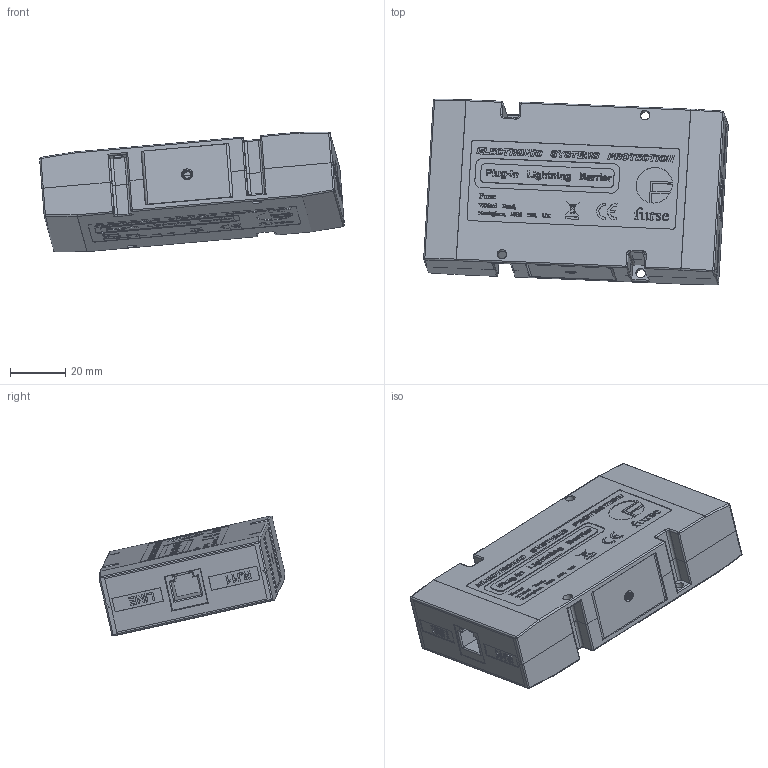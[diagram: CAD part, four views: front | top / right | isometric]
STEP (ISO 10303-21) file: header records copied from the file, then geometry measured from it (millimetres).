
FILE_DESCRIPTION(/* description */ ('ESP TN-JP : Combined category D, C, B protector suitable to protect telephony equipment plugged into a BT telephone.'),/* implementation_level */ '2;1');
FILE_NAME(/* name */ 'ESP TN-JP.stp',/* time_stamp */ '2014-02-14T09:34:04+00:00',/* author */ ('N. Brown'),/* organization */ ('W.J.Furse'),/* preprocessor_version */ 'ST-DEVELOPER v15.2',/* originating_system */ 'Autodesk Inventor 2014',/* authorisation */ '');
FILE_SCHEMA (('AUTOMOTIVE_DESIGN { 1 0 10303 214 3 1 1 }'));
Products named in the file (1): ESP TN-JP
Bounding box: 110.64 x 67.53 x 43.46 mm (x, y, z)
Volume: 49013 mm3; surface area: 59771.8 mm2
Topology: 1 solids, 1 shells, 7110 faces, 19706 edges, 12942 vertices
Faces by surface type: plane 3358, bspline 2944, cylinder 588, torus 168, sphere 28, cone 24
Full cylindrical faces by diameter (mm): 0.304 x2, 0.425 x2, 0.8 x6, 0.889 x6, 1.5 x8, 3 x4, 3.1 x2, 3.5 x4, 5 x4, 8 x1
Entity records: 251322 total; most frequent: CARTESIAN_POINT 82750, ORIENTED_EDGE 39348, DIRECTION 22881, EDGE_CURVE 19650, VERTEX_POINT 12941, LINE 12197, VECTOR 12197, EDGE_LOOP 7591
